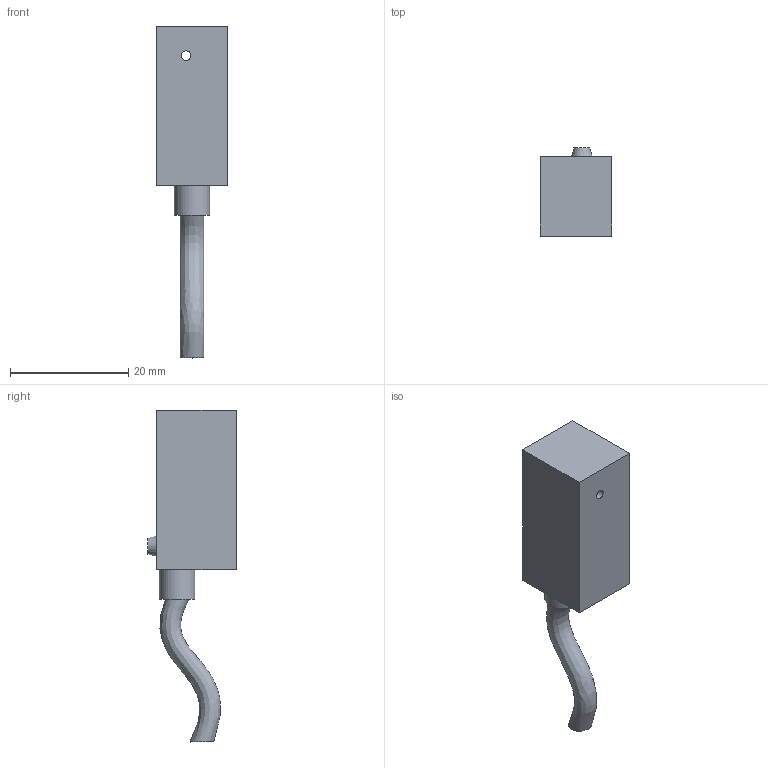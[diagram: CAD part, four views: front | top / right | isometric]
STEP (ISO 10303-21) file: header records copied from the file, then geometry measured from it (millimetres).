
FILE_DESCRIPTION(/* description */ ('SENSORE UNIV. Led 2mt. x CIL. S.STELO'),/* implementation_level */ '2;1');
FILE_NAME(/* name */ '1600_#.stp',/* time_stamp */ '2017-11-06T09:57:31+01:00',/* author */ ('Maniean1'),/* organization */ ('Pneumax S.p.A.'),/* preprocessor_version */ 'ST-DEVELOPER v16.5',/* originating_system */ 'Autodesk Inventor 2017',/* authorisation */ '');
FILE_SCHEMA (('AUTOMOTIVE_DESIGN { 1 0 10303 214 3 1 1 }'));
Length unit declared in the file: millimetre
Products named in the file (1): 1600_U
Bounding box: 12 x 15 x 56.1 mm (x, y, z)
Volume: 4798.4 mm3; surface area: 2185.3 mm2
Topology: 1 solids, 1 shells, 13 faces, 25 edges, 17 vertices
Faces by surface type: plane 9, cylinder 2, cone 1, bspline 1
Full cylindrical faces by diameter (mm): 1.6 x1, 6 x1
Entity records: 481 total; most frequent: CARTESIAN_POINT 192, DIRECTION 54, ORIENTED_EDGE 42, EDGE_LOOP 21, EDGE_CURVE 21, AXIS2_PLACEMENT_3D 21, VERTEX_POINT 16, FACE_OUTER_BOUND 13
